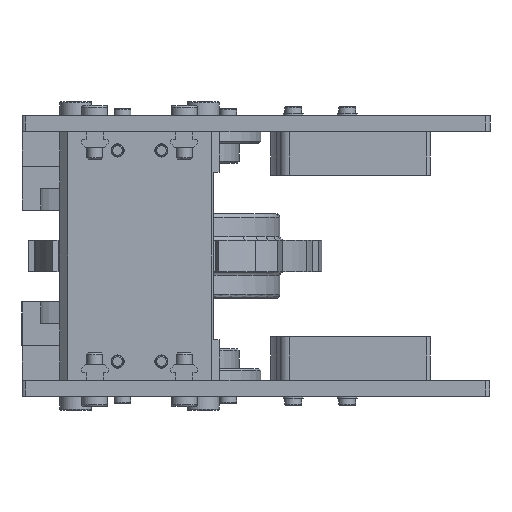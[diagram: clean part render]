
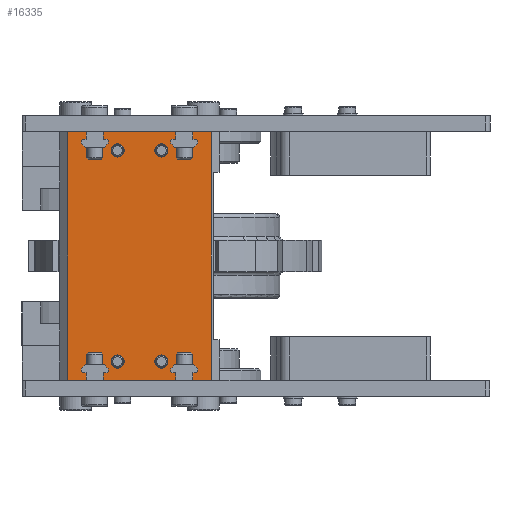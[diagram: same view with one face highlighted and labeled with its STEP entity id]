
A CAD part, left-side view. The second image highlights one B-rep face of the part: STEP entity #16335.
In plain terms, the highlighted face is planar.
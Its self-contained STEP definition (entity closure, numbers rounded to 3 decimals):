
#813=FACE_BOUND('',#3163,.T.);
#814=FACE_BOUND('',#3164,.T.);
#815=FACE_BOUND('',#3165,.T.);
#816=FACE_BOUND('',#3166,.T.);
#1307=PLANE('',#18220);
#2085=FACE_OUTER_BOUND('',#3162,.T.);
#3162=EDGE_LOOP('',(#14542,#14543,#14544,#14545));
#3163=EDGE_LOOP('',(#14546));
#3164=EDGE_LOOP('',(#14547));
#3165=EDGE_LOOP('',(#14548));
#3166=EDGE_LOOP('',(#14549));
#4666=LINE('',#27334,#6210);
#4669=LINE('',#27340,#6213);
#4676=LINE('',#27366,#6220);
#4679=LINE('',#27371,#6223);
#6210=VECTOR('',#22300,10.);
#6213=VECTOR('',#22307,10.);
#6220=VECTOR('',#22330,10.);
#6223=VECTOR('',#22335,10.);
#6967=CIRCLE('',#18221,3.3);
#6968=CIRCLE('',#18222,3.3);
#6969=CIRCLE('',#18223,3.3);
#6970=CIRCLE('',#18224,3.3);
#8369=VERTEX_POINT('',#27331);
#8370=VERTEX_POINT('',#27333);
#8371=VERTEX_POINT('',#27339);
#8382=VERTEX_POINT('',#27365);
#8384=VERTEX_POINT('',#27372);
#8385=VERTEX_POINT('',#27374);
#8386=VERTEX_POINT('',#27376);
#8387=VERTEX_POINT('',#27378);
#10471=EDGE_CURVE('',#8369,#8370,#4666,.T.);
#10474=EDGE_CURVE('',#8371,#8370,#4669,.T.);
#10487=EDGE_CURVE('',#8371,#8382,#4676,.T.);
#10490=EDGE_CURVE('',#8369,#8382,#4679,.T.);
#10491=EDGE_CURVE('',#8384,#8384,#6967,.T.);
#10492=EDGE_CURVE('',#8385,#8385,#6968,.T.);
#10493=EDGE_CURVE('',#8386,#8386,#6969,.T.);
#10494=EDGE_CURVE('',#8387,#8387,#6970,.T.);
#14542=ORIENTED_EDGE('',*,*,#10471,.F.);
#14543=ORIENTED_EDGE('',*,*,#10490,.T.);
#14544=ORIENTED_EDGE('',*,*,#10487,.F.);
#14545=ORIENTED_EDGE('',*,*,#10474,.T.);
#14546=ORIENTED_EDGE('',*,*,#10491,.T.);
#14547=ORIENTED_EDGE('',*,*,#10492,.T.);
#14548=ORIENTED_EDGE('',*,*,#10493,.T.);
#14549=ORIENTED_EDGE('',*,*,#10494,.T.);
#16335=ADVANCED_FACE('',(#2085,#813,#814,#815,#816),#1307,.T.);
#18220=AXIS2_PLACEMENT_3D('',#27370,#22333,#22334);
#18221=AXIS2_PLACEMENT_3D('',#27373,#22336,#22337);
#18222=AXIS2_PLACEMENT_3D('',#27375,#22338,#22339);
#18223=AXIS2_PLACEMENT_3D('',#27377,#22340,#22341);
#18224=AXIS2_PLACEMENT_3D('',#27379,#22342,#22343);
#22300=DIRECTION('',(1.,0.,0.));
#22307=DIRECTION('',(0.,-1.,0.));
#22330=DIRECTION('',(-1.,0.,0.));
#22333=DIRECTION('center_axis',(0.,0.,-1.));
#22334=DIRECTION('ref_axis',(-1.,0.,0.));
#22335=DIRECTION('',(0.,1.,0.));
#22336=DIRECTION('center_axis',(0.,0.,1.));
#22337=DIRECTION('ref_axis',(1.,0.,0.));
#22338=DIRECTION('center_axis',(0.,0.,1.));
#22339=DIRECTION('ref_axis',(1.,0.,0.));
#22340=DIRECTION('center_axis',(0.,0.,1.));
#22341=DIRECTION('ref_axis',(1.,0.,0.));
#22342=DIRECTION('center_axis',(0.,0.,1.));
#22343=DIRECTION('ref_axis',(1.,0.,0.));
#27331=CARTESIAN_POINT('',(-62.5,-36.,-10.));
#27333=CARTESIAN_POINT('',(62.5,-36.,-10.));
#27334=CARTESIAN_POINT('',(-31.25,-36.,-10.));
#27339=CARTESIAN_POINT('',(62.5,36.,-10.));
#27340=CARTESIAN_POINT('',(62.5,40.,-10.));
#27365=CARTESIAN_POINT('',(-62.5,36.,-10.));
#27366=CARTESIAN_POINT('',(31.25,36.,-10.));
#27370=CARTESIAN_POINT('Origin',(0.,0.,-10.));
#27371=CARTESIAN_POINT('',(-62.5,-40.,-10.));
#27372=CARTESIAN_POINT('',(49.7,11.,-10.));
#27373=CARTESIAN_POINT('Origin',(53.,11.,-10.));
#27374=CARTESIAN_POINT('',(-56.3,-11.,-10.));
#27375=CARTESIAN_POINT('Origin',(-53.,-11.,-10.));
#27376=CARTESIAN_POINT('',(-56.3,11.,-10.));
#27377=CARTESIAN_POINT('Origin',(-53.,11.,-10.));
#27378=CARTESIAN_POINT('',(49.7,-11.,-10.));
#27379=CARTESIAN_POINT('Origin',(53.,-11.,-10.));
